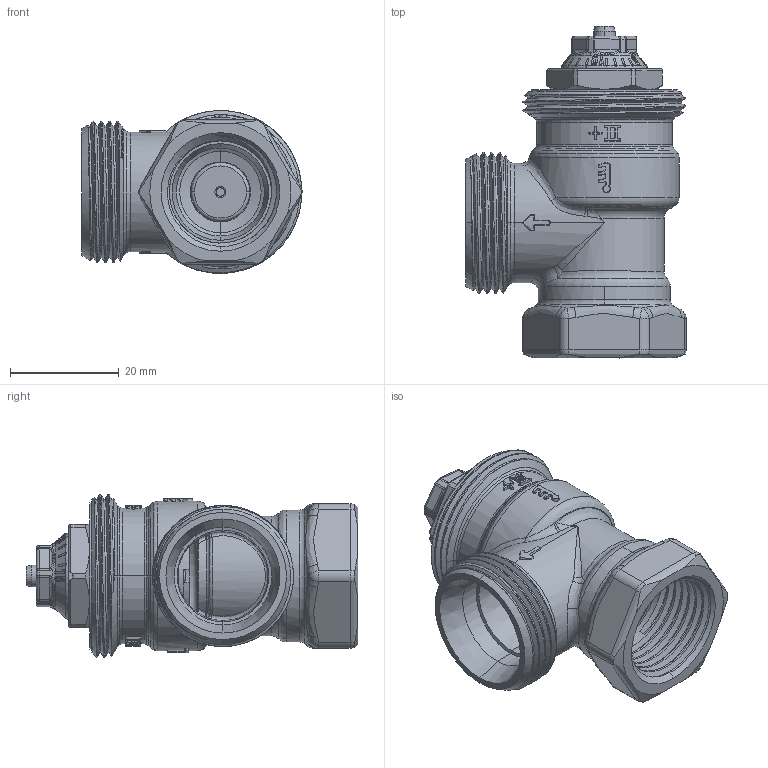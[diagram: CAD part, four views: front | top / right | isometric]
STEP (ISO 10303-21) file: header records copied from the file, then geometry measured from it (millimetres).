
FILE_DESCRIPTION((''),'2;1');
FILE_NAME('3471-12-000-GEWINDE_SW0001','2015-11-26T',('marann'),(''),'PRO/ENGINEER BY PARAMETRIC TECHNOLOGY CORPORATION, 2011490','PRO/ENGINEER BY PARAMETRIC TECHNOLOGY CORPORATION, 2011490','');
FILE_SCHEMA(('CONFIG_CONTROL_DESIGN'));
Products named in the file (1): 3471-12-000-GEWINDE_SW0001
Bounding box: 40.55 x 61.1 x 30 mm (x, y, z)
Volume: 16329.3 mm3; surface area: 15297 mm2
Topology: 4 solids, 4 shells, 1039 faces, 2722 edges, 1690 vertices
Faces by surface type: bspline 312, cylinder 257, plane 187, cone 123, torus 92, extrusion 52, sphere 16
Entity records: 60563 total; most frequent: CARTESIAN_POINT 38023, ORIENTED_EDGE 5400, DIRECTION 3587, EDGE_CURVE 2700, VERTEX_POINT 1690, AXIS2_PLACEMENT_3D 1374, B_SPLINE_CURVE_WITH_KNOTS 1266, EDGE_LOOP 1078
